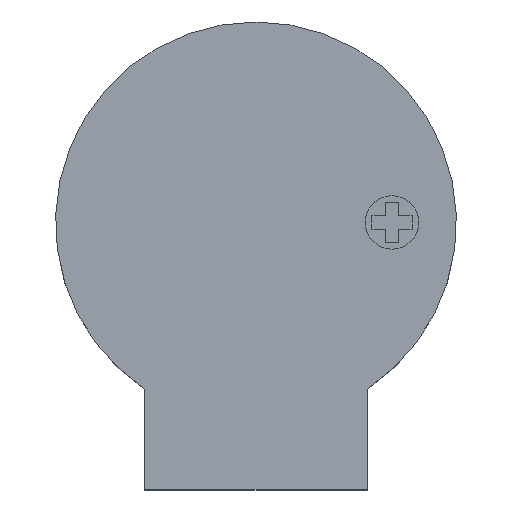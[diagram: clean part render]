
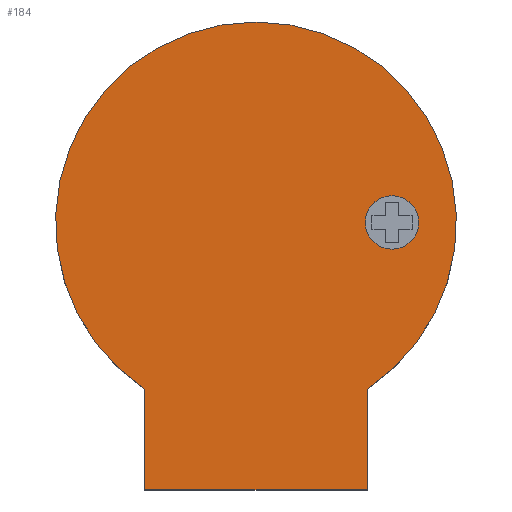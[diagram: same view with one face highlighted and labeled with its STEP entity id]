
A CAD part, top view. The second image highlights one B-rep face of the part: STEP entity #184.
In plain terms, the highlighted planar face has unit normal (0, 0, 1).
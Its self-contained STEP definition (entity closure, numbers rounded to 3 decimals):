
#61=AXIS2_PLACEMENT_3D('Circle Axis2P3D',#59,#60,$) ;
#153=AXIS2_PLACEMENT_3D('Plane Axis2P3D',#150,#151,#152) ;
#168=AXIS2_PLACEMENT_3D('Circle Axis2P3D',#166,#167,$) ;
#177=AXIS2_PLACEMENT_3D('Circle Axis2P3D',#175,#176,$) ;
#42=CARTESIAN_POINT('Vertex',(2.5,-3.742,3.2)) ;
#56=CARTESIAN_POINT('Vertex',(-2.5,-3.742,3.2)) ;
#59=CARTESIAN_POINT('Axis2P3D Location',(0.,0.,3.2)) ;
#87=CARTESIAN_POINT('Vertex',(-2.5,-6.,3.2)) ;
#90=CARTESIAN_POINT('Line Origine',(-2.5,-4.871,3.2)) ;
#113=CARTESIAN_POINT('Vertex',(2.5,-6.,3.2)) ;
#121=CARTESIAN_POINT('Line Origine',(2.5,-4.871,3.2)) ;
#150=CARTESIAN_POINT('Axis2P3D Location',(0.,0.,3.2)) ;
#155=CARTESIAN_POINT('Line Origine',(0.,-6.,3.2)) ;
#166=CARTESIAN_POINT('Axis2P3D Location',(3.053,0.,3.2)) ;
#170=CARTESIAN_POINT('Vertex',(3.653,0.,3.2)) ;
#172=CARTESIAN_POINT('Vertex',(2.453,0.,3.2)) ;
#175=CARTESIAN_POINT('Axis2P3D Location',(3.053,0.,3.2)) ;
#60=DIRECTION('Axis2P3D Direction',(0.,0.,1.)) ;
#91=DIRECTION('Vector Direction',(0.,1.,0.)) ;
#122=DIRECTION('Vector Direction',(0.,-1.,0.)) ;
#151=DIRECTION('Axis2P3D Direction',(0.,0.,1.)) ;
#152=DIRECTION('Axis2P3D XDirection',(1.,0.,0.)) ;
#156=DIRECTION('Vector Direction',(-1.,0.,0.)) ;
#167=DIRECTION('Axis2P3D Direction',(0.,0.,1.)) ;
#176=DIRECTION('Axis2P3D Direction',(0.,0.,1.)) ;
#92=VECTOR('Line Direction',#91,1.) ;
#123=VECTOR('Line Direction',#122,1.) ;
#157=VECTOR('Line Direction',#156,1.) ;
#161=ORIENTED_EDGE('',*,*,#63,.T.) ;
#162=ORIENTED_EDGE('',*,*,#94,.T.) ;
#163=ORIENTED_EDGE('',*,*,#159,.T.) ;
#164=ORIENTED_EDGE('',*,*,#125,.T.) ;
#181=ORIENTED_EDGE('',*,*,#174,.F.) ;
#182=ORIENTED_EDGE('',*,*,#179,.F.) ;
#183=FACE_BOUND('',#180,.T.) ;
#184=ADVANCED_FACE('\X2\96F64EF651E04F554F53\X0\',(#165,#183),#154,.T.) ;
#62=CIRCLE('generated circle',#61,4.5) ;
#169=CIRCLE('generated circle',#168,0.6) ;
#178=CIRCLE('generated circle',#177,0.6) ;
#63=EDGE_CURVE('',#43,#57,#62,.T.) ;
#94=EDGE_CURVE('',#57,#88,#93,.F.) ;
#125=EDGE_CURVE('',#114,#43,#124,.F.) ;
#159=EDGE_CURVE('',#88,#114,#158,.F.) ;
#174=EDGE_CURVE('',#171,#173,#169,.T.) ;
#179=EDGE_CURVE('',#173,#171,#178,.T.) ;
#160=EDGE_LOOP('',(#161,#162,#163,#164)) ;
#180=EDGE_LOOP('',(#181,#182)) ;
#165=FACE_OUTER_BOUND('',#160,.T.) ;
#93=LINE('Line',#90,#92) ;
#124=LINE('Line',#121,#123) ;
#158=LINE('Line',#155,#157) ;
#154=PLANE('',#153) ;
#43=VERTEX_POINT('',#42) ;
#57=VERTEX_POINT('',#56) ;
#88=VERTEX_POINT('',#87) ;
#114=VERTEX_POINT('',#113) ;
#171=VERTEX_POINT('',#170) ;
#173=VERTEX_POINT('',#172) ;
